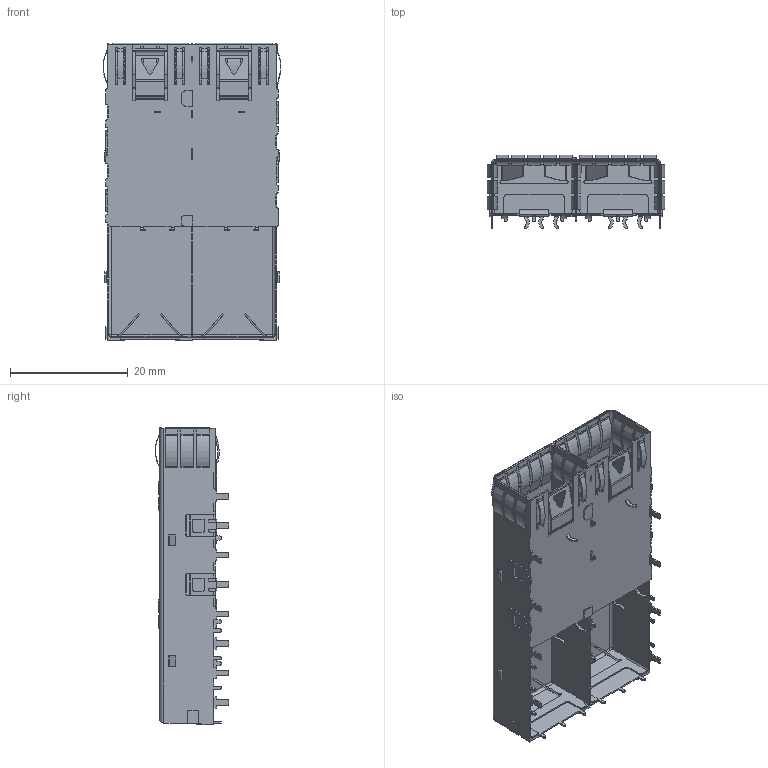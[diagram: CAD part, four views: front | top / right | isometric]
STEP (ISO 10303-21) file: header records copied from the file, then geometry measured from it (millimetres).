
FILE_DESCRIPTION(('STEP AP214'),'1');
FILE_NAME('1888424-1.stp','2016-10-22T10:08:31',('TraceParts'),('TraceParts S.A.'),'Spatial InterOp 3D',' ',' ');
FILE_SCHEMA(('automotive_design'));
Length unit declared in the file: millimetre
Products named in the file (1): C-1888424-1
Bounding box: 30.19 x 12.48 x 50.43 mm (x, y, z)
Volume: 1082.3 mm3; surface area: 9380.2 mm2
Topology: 1 solids, 1 shells, 1096 faces, 3336 edges, 2202 vertices
Faces by surface type: plane 671, cylinder 421, sphere 4
Entity records: 63098 total; most frequent: CARTESIAN_POINT 6989, ORIENTED_EDGE 6672, DIRECTION 6344, STYLED_ITEM 4397, PRESENTATION_STYLE_ASSIGNMENT 4397, COLOUR_RGB 4397, EDGE_CURVE 3336, CURVE_STYLE 3300
